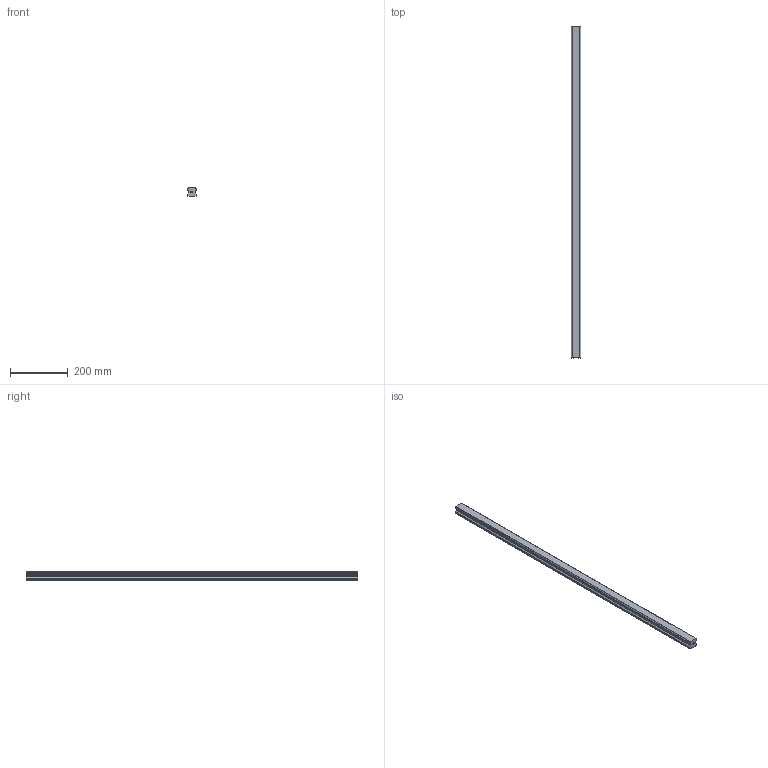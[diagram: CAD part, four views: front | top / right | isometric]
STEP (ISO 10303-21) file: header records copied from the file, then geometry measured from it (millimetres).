
FILE_DESCRIPTION(('STEP AP214'),'1');
FILE_NAME('cctmp_E7811D41-D4B7-4EBA-BAC8-38E9263F419B_2021_01_27_11_04_52_0487..stp','2021-01-27T10:04:52',('HIWIN GmbH'),('CADClick - www.CADClick.com'),'Spatial InterOp 3D',' ','unknown authorization');
FILE_SCHEMA(('AUTOMOTIVE_DESIGN'));
Length unit declared in the file: millimetre
Products named in the file (1): HGR35T1150C_FILE
Bounding box: 34 x 1150 x 29 mm (x, y, z)
Volume: 969590.1 mm3; surface area: 157063.9 mm2
Topology: 1 solids, 1 shells, 175 faces, 477 edges, 293 vertices
Faces by surface type: plane 93, cylinder 52, cone 30
Entity records: 6689 total; most frequent: CARTESIAN_POINT 916, DIRECTION 903, ORIENTED_EDGE 894, EDGE_CURVE 447, LINE 343, VECTOR 343, VERTEX_POINT 293, AXIS2_PLACEMENT_3D 280
